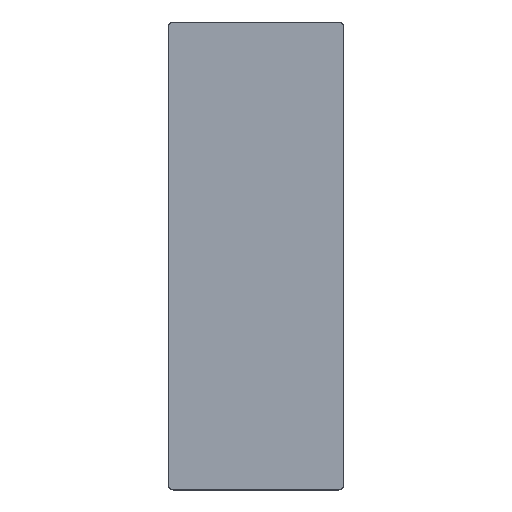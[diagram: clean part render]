
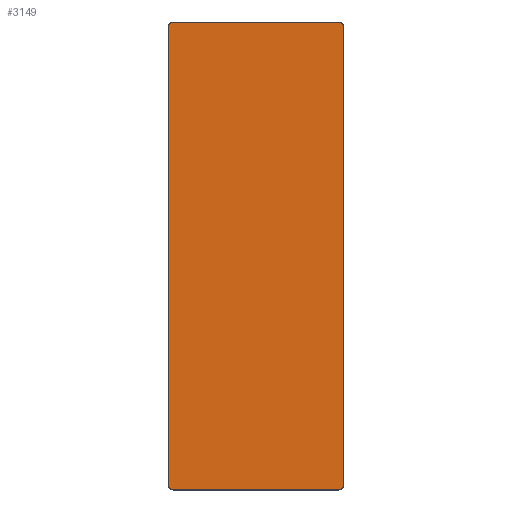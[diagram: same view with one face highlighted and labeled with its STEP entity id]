
A CAD part, top view. The second image highlights one B-rep face of the part: STEP entity #3149.
In plain terms, the highlighted planar face has unit normal (0, 0, 1).
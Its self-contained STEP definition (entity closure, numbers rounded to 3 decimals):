
#235 = DIRECTION ( 'NONE',  ( 1., 0., 0. ) ) ;
#369 = VERTEX_POINT ( 'NONE', #7037 ) ;
#650 = VECTOR ( 'NONE', #7188, 1000. ) ;
#671 = ORIENTED_EDGE ( 'NONE', *, *, #11964, .F. ) ;
#891 = CIRCLE ( 'NONE', #9747, 1.2 ) ;
#1055 = DIRECTION ( 'NONE',  ( 1., 0., 0. ) ) ;
#1091 = DIRECTION ( 'NONE',  ( 0., 0., 1. ) ) ;
#1139 = CARTESIAN_POINT ( 'NONE',  ( 22.05, -61.05, 1.5 ) ) ;
#1968 = CARTESIAN_POINT ( 'NONE',  ( -23.25, -62.25, 1.5 ) ) ;
#2131 = EDGE_CURVE ( 'NONE', #10071, #6028, #891, .T. ) ;
#2168 = DIRECTION ( 'NONE',  ( 1., 0., 0. ) ) ;
#2304 = CARTESIAN_POINT ( 'NONE',  ( -22.05, 61.05, 1.5 ) ) ;
#2459 = ORIENTED_EDGE ( 'NONE', *, *, #5362, .T. ) ;
#2755 = VECTOR ( 'NONE', #1055, 1000. ) ;
#2846 = PLANE ( 'NONE',  #12538 ) ;
#2922 = EDGE_LOOP ( 'NONE', ( #10579, #7498, #6859, #10063, #4671, #2459, #671, #11035 ) ) ;
#3149 = ADVANCED_FACE ( 'NONE', ( #11775 ), #2846, .T. ) ;
#3166 = VECTOR ( 'NONE', #5682, 1000. ) ;
#3326 = LINE ( 'NONE', #10582, #3166 ) ;
#3332 = VERTEX_POINT ( 'NONE', #8966 ) ;
#3343 = LINE ( 'NONE', #11100, #650 ) ;
#3607 = DIRECTION ( 'NONE',  ( 1., 0., 0. ) ) ;
#3728 = LINE ( 'NONE', #1968, #2755 ) ;
#3797 = DIRECTION ( 'NONE',  ( 1., 0., 0. ) ) ;
#4253 = EDGE_CURVE ( 'NONE', #9338, #9492, #6887, .T. ) ;
#4421 = DIRECTION ( 'NONE',  ( 1., 0., 0. ) ) ;
#4671 = ORIENTED_EDGE ( 'NONE', *, *, #6814, .T. ) ;
#5253 = DIRECTION ( 'NONE',  ( 0., 0., 1. ) ) ;
#5362 = EDGE_CURVE ( 'NONE', #6363, #3332, #6089, .T. ) ;
#5572 = CARTESIAN_POINT ( 'NONE',  ( -22.05, 62.25, 1.5 ) ) ;
#5643 = CARTESIAN_POINT ( 'NONE',  ( 22.05, 62.25, 1.5 ) ) ;
#5682 = DIRECTION ( 'NONE',  ( 0., -1., 0. ) ) ;
#5856 = CIRCLE ( 'NONE', #8443, 1.2 ) ;
#6028 = VERTEX_POINT ( 'NONE', #10408 ) ;
#6089 = CIRCLE ( 'NONE', #7084, 1.2 ) ;
#6281 = DIRECTION ( 'NONE',  ( 1., 0., 0. ) ) ;
#6363 = VERTEX_POINT ( 'NONE', #10879 ) ;
#6764 = AXIS2_PLACEMENT_3D ( 'NONE', #9387, #10274, #4421 ) ;
#6814 = EDGE_CURVE ( 'NONE', #9492, #6363, #3728, .T. ) ;
#6859 = ORIENTED_EDGE ( 'NONE', *, *, #10965, .T. ) ;
#6887 = CIRCLE ( 'NONE', #6764, 1.2 ) ;
#7037 = CARTESIAN_POINT ( 'NONE',  ( 23.25, 61.05, 1.5 ) ) ;
#7084 = AXIS2_PLACEMENT_3D ( 'NONE', #1139, #1091, #6281 ) ;
#7188 = DIRECTION ( 'NONE',  ( 0., -1., 0. ) ) ;
#7498 = ORIENTED_EDGE ( 'NONE', *, *, #2131, .T. ) ;
#8443 = AXIS2_PLACEMENT_3D ( 'NONE', #11465, #10351, #235 ) ;
#8491 = CARTESIAN_POINT ( 'NONE',  ( -22.05, -62.25, 1.5 ) ) ;
#8622 = CARTESIAN_POINT ( 'NONE',  ( -23.25, 62.25, 1.5 ) ) ;
#8685 = CARTESIAN_POINT ( 'NONE',  ( -23.25, -61.05, 1.5 ) ) ;
#8966 = CARTESIAN_POINT ( 'NONE',  ( 23.25, -61.05, 1.5 ) ) ;
#9114 = VECTOR ( 'NONE', #3607, 1000. ) ;
#9338 = VERTEX_POINT ( 'NONE', #8685 ) ;
#9387 = CARTESIAN_POINT ( 'NONE',  ( -22.05, -61.05, 1.5 ) ) ;
#9492 = VERTEX_POINT ( 'NONE', #8491 ) ;
#9747 = AXIS2_PLACEMENT_3D ( 'NONE', #2304, #5253, #2168 ) ;
#9768 = DIRECTION ( 'NONE',  ( 0., 0., 1. ) ) ;
#10063 = ORIENTED_EDGE ( 'NONE', *, *, #4253, .T. ) ;
#10071 = VERTEX_POINT ( 'NONE', #5572 ) ;
#10078 = EDGE_CURVE ( 'NONE', #10071, #11734, #11833, .T. ) ;
#10274 = DIRECTION ( 'NONE',  ( 0., 0., 1. ) ) ;
#10351 = DIRECTION ( 'NONE',  ( 0., 0., 1. ) ) ;
#10408 = CARTESIAN_POINT ( 'NONE',  ( -23.25, 61.05, 1.5 ) ) ;
#10579 = ORIENTED_EDGE ( 'NONE', *, *, #10078, .F. ) ;
#10582 = CARTESIAN_POINT ( 'NONE',  ( 23.25, 62.25, 1.5 ) ) ;
#10879 = CARTESIAN_POINT ( 'NONE',  ( 22.05, -62.25, 1.5 ) ) ;
#10965 = EDGE_CURVE ( 'NONE', #6028, #9338, #3343, .T. ) ;
#11035 = ORIENTED_EDGE ( 'NONE', *, *, #12985, .T. ) ;
#11100 = CARTESIAN_POINT ( 'NONE',  ( -23.25, 62.25, 1.5 ) ) ;
#11465 = CARTESIAN_POINT ( 'NONE',  ( 22.05, 61.05, 1.5 ) ) ;
#11734 = VERTEX_POINT ( 'NONE', #5643 ) ;
#11775 = FACE_OUTER_BOUND ( 'NONE', #2922, .T. ) ;
#11812 = CARTESIAN_POINT ( 'NONE',  ( 0., 0., 1.5 ) ) ;
#11833 = LINE ( 'NONE', #8622, #9114 ) ;
#11964 = EDGE_CURVE ( 'NONE', #369, #3332, #3326, .T. ) ;
#12538 = AXIS2_PLACEMENT_3D ( 'NONE', #11812, #9768, #3797 ) ;
#12985 = EDGE_CURVE ( 'NONE', #369, #11734, #5856, .T. ) ;
